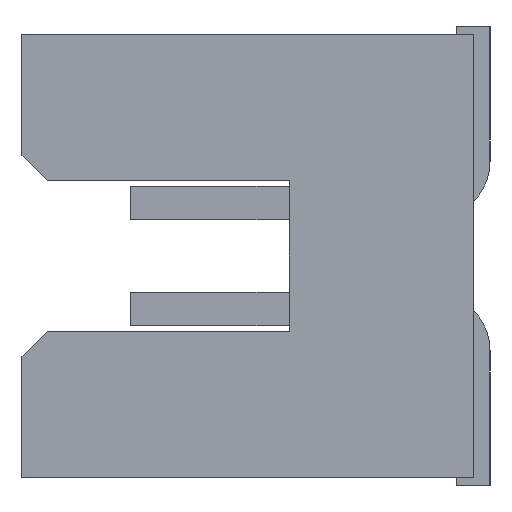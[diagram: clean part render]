
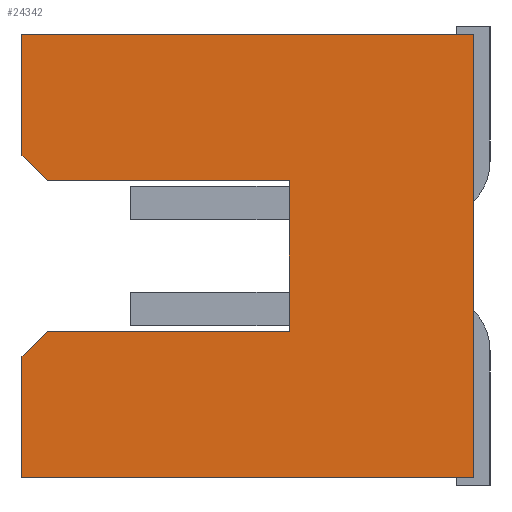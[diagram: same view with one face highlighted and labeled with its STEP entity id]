
A CAD part, left-side view. The second image highlights one B-rep face of the part: STEP entity #24342.
In plain terms, the highlighted planar face has unit normal (-1, 0, 0).
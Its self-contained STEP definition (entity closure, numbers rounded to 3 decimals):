
#723 = CARTESIAN_POINT ( 'NONE',  ( -26.895, 5.1, 0.9 ) ) ;
#1125 = EDGE_CURVE ( 'NONE', #20270, #27294, #21119, .T. ) ;
#3209 = EDGE_CURVE ( 'NONE', #37721, #30727, #18927, .T. ) ;
#3288 = CARTESIAN_POINT ( 'NONE',  ( -26.895, 0., -2.65 ) ) ;
#4452 = DIRECTION ( 'NONE',  ( 0., 1., 0. ) ) ;
#4854 = CARTESIAN_POINT ( 'NONE',  ( -26.895, 2.2, -0.9 ) ) ;
#5453 = VERTEX_POINT ( 'NONE', #29760 ) ;
#5733 = ORIENTED_EDGE ( 'NONE', *, *, #29553, .T. ) ;
#6415 = EDGE_CURVE ( 'NONE', #13060, #27020, #19564, .T. ) ;
#6679 = VECTOR ( 'NONE', #30328, 1000. ) ;
#7373 = AXIS2_PLACEMENT_3D ( 'NONE', #21651, #37690, #21359 ) ;
#7586 = VECTOR ( 'NONE', #15737, 1000. ) ;
#7850 = CARTESIAN_POINT ( 'NONE',  ( -26.895, 2.2, 0.9 ) ) ;
#8705 = DIRECTION ( 'NONE',  ( 0., 0., 1. ) ) ;
#9239 = CARTESIAN_POINT ( 'NONE',  ( -26.895, 0., -2.65 ) ) ;
#9479 = DIRECTION ( 'NONE',  ( 0., 1., 0. ) ) ;
#9918 = CARTESIAN_POINT ( 'NONE',  ( -26.895, 5.4, 1.2 ) ) ;
#10223 = ORIENTED_EDGE ( 'NONE', *, *, #40779, .T. ) ;
#12295 = EDGE_CURVE ( 'NONE', #13060, #37721, #15104, .T. ) ;
#12496 = LINE ( 'NONE', #3288, #16471 ) ;
#12550 = CARTESIAN_POINT ( 'NONE',  ( -26.895, 5.4, 1.2 ) ) ;
#12703 = CARTESIAN_POINT ( 'NONE',  ( -26.895, 5.4, 2.65 ) ) ;
#12844 = ORIENTED_EDGE ( 'NONE', *, *, #12295, .T. ) ;
#13060 = VERTEX_POINT ( 'NONE', #9918 ) ;
#13339 = VECTOR ( 'NONE', #4452, 1000. ) ;
#13728 = VECTOR ( 'NONE', #30145, 1000. ) ;
#13880 = VERTEX_POINT ( 'NONE', #15602 ) ;
#15104 = LINE ( 'NONE', #25256, #26623 ) ;
#15602 = CARTESIAN_POINT ( 'NONE',  ( -26.895, 0., 2.65 ) ) ;
#15737 = DIRECTION ( 'NONE',  ( 0., 0., 1. ) ) ;
#16053 = EDGE_CURVE ( 'NONE', #5453, #20270, #12496, .T. ) ;
#16471 = VECTOR ( 'NONE', #19023, 1000. ) ;
#17075 = CARTESIAN_POINT ( 'NONE',  ( -26.895, 5.4, -2.65 ) ) ;
#17297 = CARTESIAN_POINT ( 'NONE',  ( -26.895, 5.1, 0.9 ) ) ;
#18452 = VECTOR ( 'NONE', #9479, 1000. ) ;
#18927 = LINE ( 'NONE', #723, #26902 ) ;
#19023 = DIRECTION ( 'NONE',  ( 0., 1., 0. ) ) ;
#19151 = FACE_OUTER_BOUND ( 'NONE', #25411, .T. ) ;
#19564 = LINE ( 'NONE', #12550, #7586 ) ;
#20270 = VERTEX_POINT ( 'NONE', #23718 ) ;
#20461 = ORIENTED_EDGE ( 'NONE', *, *, #3209, .T. ) ;
#21119 = LINE ( 'NONE', #17075, #6679 ) ;
#21125 = LINE ( 'NONE', #9239, #37969 ) ;
#21359 = DIRECTION ( 'NONE',  ( 0., 0., 1. ) ) ;
#21437 = ORIENTED_EDGE ( 'NONE', *, *, #25959, .T. ) ;
#21502 = LINE ( 'NONE', #29816, #23022 ) ;
#21651 = CARTESIAN_POINT ( 'NONE',  ( -26.895, 0., -2.65 ) ) ;
#21876 = ORIENTED_EDGE ( 'NONE', *, *, #16053, .F. ) ;
#23022 = VECTOR ( 'NONE', #38952, 1000. ) ;
#23718 = CARTESIAN_POINT ( 'NONE',  ( -26.895, 5.4, -2.65 ) ) ;
#24342 = ADVANCED_FACE ( 'NONE', ( #19151 ), #30788, .T. ) ;
#25256 = CARTESIAN_POINT ( 'NONE',  ( -26.895, 5.4, 1.2 ) ) ;
#25411 = EDGE_LOOP ( 'NONE', ( #33754, #21876, #5733, #27775, #27503, #12844, #20461, #10223, #33886, #21437 ) ) ;
#25456 = CARTESIAN_POINT ( 'NONE',  ( -26.895, 0., 2.65 ) ) ;
#25959 = EDGE_CURVE ( 'NONE', #41133, #27294, #21502, .T. ) ;
#26623 = VECTOR ( 'NONE', #28313, 1000. ) ;
#26902 = VECTOR ( 'NONE', #32816, 1000. ) ;
#27008 = EDGE_CURVE ( 'NONE', #13880, #27020, #31910, .T. ) ;
#27020 = VERTEX_POINT ( 'NONE', #12703 ) ;
#27294 = VERTEX_POINT ( 'NONE', #36337 ) ;
#27503 = ORIENTED_EDGE ( 'NONE', *, *, #6415, .F. ) ;
#27775 = ORIENTED_EDGE ( 'NONE', *, *, #27008, .T. ) ;
#28313 = DIRECTION ( 'NONE',  ( 0., -0.707, -0.707 ) ) ;
#29553 = EDGE_CURVE ( 'NONE', #5453, #13880, #21125, .T. ) ;
#29760 = CARTESIAN_POINT ( 'NONE',  ( -26.895, 0., -2.65 ) ) ;
#29816 = CARTESIAN_POINT ( 'NONE',  ( -26.895, 5.1, -0.9 ) ) ;
#29862 = CARTESIAN_POINT ( 'NONE',  ( -26.895, 2.2, -0.9 ) ) ;
#30145 = DIRECTION ( 'NONE',  ( 0., 0., -1. ) ) ;
#30328 = DIRECTION ( 'NONE',  ( 0., 0., 1. ) ) ;
#30727 = VERTEX_POINT ( 'NONE', #34975 ) ;
#30788 = PLANE ( 'NONE',  #7373 ) ;
#31448 = VERTEX_POINT ( 'NONE', #29862 ) ;
#31910 = LINE ( 'NONE', #25456, #18452 ) ;
#32721 = LINE ( 'NONE', #7850, #13728 ) ;
#32779 = CARTESIAN_POINT ( 'NONE',  ( -26.895, 5.1, -0.9 ) ) ;
#32816 = DIRECTION ( 'NONE',  ( 0., -1., 0. ) ) ;
#33754 = ORIENTED_EDGE ( 'NONE', *, *, #1125, .F. ) ;
#33886 = ORIENTED_EDGE ( 'NONE', *, *, #40036, .T. ) ;
#34793 = LINE ( 'NONE', #4854, #13339 ) ;
#34975 = CARTESIAN_POINT ( 'NONE',  ( -26.895, 2.2, 0.9 ) ) ;
#36337 = CARTESIAN_POINT ( 'NONE',  ( -26.895, 5.4, -1.2 ) ) ;
#37690 = DIRECTION ( 'NONE',  ( -1., 0., 0. ) ) ;
#37721 = VERTEX_POINT ( 'NONE', #17297 ) ;
#37969 = VECTOR ( 'NONE', #8705, 1000. ) ;
#38952 = DIRECTION ( 'NONE',  ( 0., 0.707, -0.707 ) ) ;
#40036 = EDGE_CURVE ( 'NONE', #31448, #41133, #34793, .T. ) ;
#40779 = EDGE_CURVE ( 'NONE', #30727, #31448, #32721, .T. ) ;
#41133 = VERTEX_POINT ( 'NONE', #32779 ) ;
